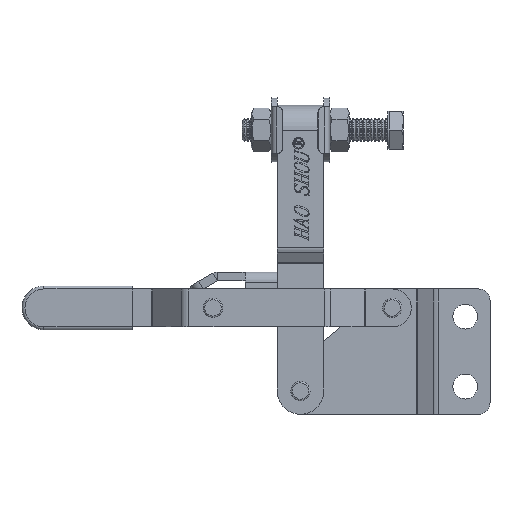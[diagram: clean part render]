
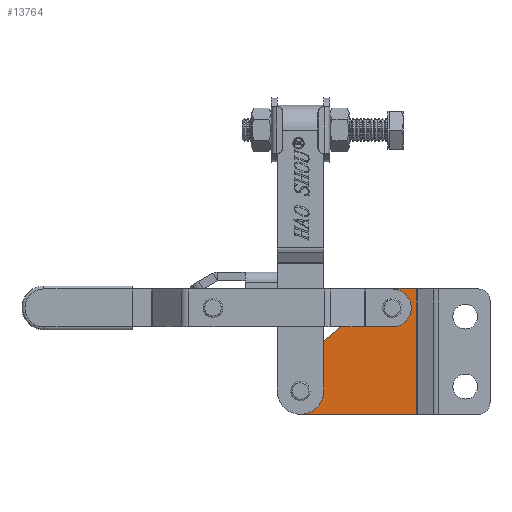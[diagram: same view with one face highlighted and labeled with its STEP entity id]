
A CAD part, front view. The second image highlights one B-rep face of the part: STEP entity #13764.
In plain terms, the highlighted planar face has unit normal (0, -1, 0).
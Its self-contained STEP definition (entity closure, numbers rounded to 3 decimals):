
#533 = ORIENTED_EDGE ( 'NONE', *, *, #13273, .T. ) ;
#534 = ORIENTED_EDGE ( 'NONE', *, *, #18488, .T. ) ;
#535 = ORIENTED_EDGE ( 'NONE', *, *, #13270, .T. ) ;
#536 = ORIENTED_EDGE ( 'NONE', *, *, #18490, .T. ) ;
#537 = ORIENTED_EDGE ( 'NONE', *, *, #13294, .T. ) ;
#538 = ORIENTED_EDGE ( 'NONE', *, *, #13287, .T. ) ;
#539 = ORIENTED_EDGE ( 'NONE', *, *, #13257, .F. ) ;
#540 = ORIENTED_EDGE ( 'NONE', *, *, #13258, .F. ) ;
#541 = ORIENTED_EDGE ( 'NONE', *, *, #13260, .F. ) ;
#542 = ORIENTED_EDGE ( 'NONE', *, *, #13288, .T. ) ;
#6681 = LINE ( 'NONE', #8214, #6692 ) ;
#6689 = LINE ( 'NONE', #8213, #6694 ) ;
#6691 = CIRCLE ( 'NONE', #10527, 6.5 ) ;
#6692 = VECTOR ( 'NONE', #8218, 1000. ) ;
#6694 = VECTOR ( 'NONE', #8219, 1000. ) ;
#6702 = CIRCLE ( 'NONE', #10531, 2.4 ) ;
#6715 = CIRCLE ( 'NONE', #10532, 2.4 ) ;
#6729 = LINE ( 'NONE', #8285, #6742 ) ;
#6737 = LINE ( 'NONE', #8289, #6740 ) ;
#6740 = VECTOR ( 'NONE', #8290, 1000. ) ;
#6742 = VECTOR ( 'NONE', #8291, 1000. ) ;
#6747 = CIRCLE ( 'NONE', #10542, 8. ) ;
#7461 = FACE_OUTER_BOUND ( 'NONE', #33831, .T. ) ;
#7464 = FACE_BOUND ( 'NONE', #34178, .T. ) ;
#7466 = FACE_BOUND ( 'NONE', #33805, .T. ) ;
#8213 = CARTESIAN_POINT ( 'NONE',  ( 0., 0., 43. ) ) ;
#8214 = CARTESIAN_POINT ( 'NONE',  ( 47.889, 0., 43. ) ) ;
#8218 = DIRECTION ( 'NONE',  ( 0., 0., -1. ) ) ;
#8219 = DIRECTION ( 'NONE',  ( 1., 0., 0. ) ) ;
#8225 = CARTESIAN_POINT ( 'NONE',  ( 39.631, 0., 36.5 ) ) ;
#8226 = DIRECTION ( 'NONE',  ( 0., 1., 0. ) ) ;
#8227 = DIRECTION ( 'NONE',  ( 0., 0., 1. ) ) ;
#8249 = CARTESIAN_POINT ( 'NONE',  ( 8., 0., 8. ) ) ;
#8250 = DIRECTION ( 'NONE',  ( 0., 1., 0. ) ) ;
#8251 = DIRECTION ( 'NONE',  ( 0., 0., 1. ) ) ;
#8254 = CARTESIAN_POINT ( 'NONE',  ( 39.5, 0., 36.5 ) ) ;
#8255 = DIRECTION ( 'NONE',  ( 0., 1., 0. ) ) ;
#8256 = DIRECTION ( 'NONE',  ( 0., 0., 1. ) ) ;
#8285 = CARTESIAN_POINT ( 'NONE',  ( 15.397, 0., 24.65 ) ) ;
#8289 = CARTESIAN_POINT ( 'NONE',  ( 0., 0., 0. ) ) ;
#8290 = DIRECTION ( 'NONE',  ( 1., 0., 0. ) ) ;
#8291 = DIRECTION ( 'NONE',  ( -0.766, 0., -0.643 ) ) ;
#8309 = CARTESIAN_POINT ( 'NONE',  ( 8., 0., 8. ) ) ;
#8310 = DIRECTION ( 'NONE',  ( 0., -1., 0. ) ) ;
#8311 = DIRECTION ( 'NONE',  ( 0., 0., 1. ) ) ;
#9535 = DIRECTION ( 'NONE',  ( 0., 1., 0. ) ) ;
#9541 = CARTESIAN_POINT ( 'NONE',  ( 0., 0., 43. ) ) ;
#9543 = PLANE ( 'NONE',  #10744 ) ;
#9545 = DIRECTION ( 'NONE',  ( 0., 0., 1. ) ) ;
#10527 = AXIS2_PLACEMENT_3D ( 'NONE', #8225, #8226, #8227 ) ;
#10531 = AXIS2_PLACEMENT_3D ( 'NONE', #8249, #8250, #8251 ) ;
#10532 = AXIS2_PLACEMENT_3D ( 'NONE', #8254, #8255, #8256 ) ;
#10542 = AXIS2_PLACEMENT_3D ( 'NONE', #8309, #8310, #8311 ) ;
#10744 = AXIS2_PLACEMENT_3D ( 'NONE', #9541, #9535, #9545 ) ;
#13257 = EDGE_CURVE ( 'NONE', #17010, #34380, #6681, .T. ) ;
#13258 = EDGE_CURVE ( 'NONE', #33263, #17010, #6689, .T. ) ;
#13260 = EDGE_CURVE ( 'NONE', #34273, #33263, #6691, .T. ) ;
#13270 = EDGE_CURVE ( 'NONE', #34492, #33695, #6702, .T. ) ;
#13273 = EDGE_CURVE ( 'NONE', #34381, #34338, #6715, .T. ) ;
#13287 = EDGE_CURVE ( 'NONE', #33687, #34380, #6737, .T. ) ;
#13288 = EDGE_CURVE ( 'NONE', #34273, #34306, #6729, .T. ) ;
#13294 = EDGE_CURVE ( 'NONE', #34306, #33687, #6747, .T. ) ;
#13764 = ADVANCED_FACE ( 'NONE', ( #7464, #7466, #7461 ), #9543, .F. ) ;
#16508 = CIRCLE ( 'NONE', #26776, 2.4 ) ;
#16511 = CIRCLE ( 'NONE', #26775, 2.4 ) ;
#17010 = VERTEX_POINT ( 'NONE', #21992 ) ;
#18488 = EDGE_CURVE ( 'NONE', #34338, #34381, #16511, .T. ) ;
#18490 = EDGE_CURVE ( 'NONE', #33695, #34492, #16508, .T. ) ;
#21992 = CARTESIAN_POINT ( 'NONE',  ( 47.889, 0., 43. ) ) ;
#22625 = CARTESIAN_POINT ( 'NONE',  ( 39.5, 0., 36.5 ) ) ;
#22626 = DIRECTION ( 'NONE',  ( 0., 1., 0. ) ) ;
#22627 = DIRECTION ( 'NONE',  ( 0., 0., 1. ) ) ;
#22629 = CARTESIAN_POINT ( 'NONE',  ( 8., 0., 8. ) ) ;
#22630 = DIRECTION ( 'NONE',  ( 0., 1., 0. ) ) ;
#22631 = DIRECTION ( 'NONE',  ( 0., 0., 1. ) ) ;
#26775 = AXIS2_PLACEMENT_3D ( 'NONE', #22625, #22626, #22627 ) ;
#26776 = AXIS2_PLACEMENT_3D ( 'NONE', #22629, #22630, #22631 ) ;
#31539 = CARTESIAN_POINT ( 'NONE',  ( 39.631, 0., 43. ) ) ;
#31584 = CARTESIAN_POINT ( 'NONE',  ( 8., 0., 0. ) ) ;
#31591 = CARTESIAN_POINT ( 'NONE',  ( 8., 0., 5.6 ) ) ;
#31728 = CARTESIAN_POINT ( 'NONE',  ( 35.453, 0., 41.479 ) ) ;
#31761 = CARTESIAN_POINT ( 'NONE',  ( 2.858, 0., 14.128 ) ) ;
#31793 = CARTESIAN_POINT ( 'NONE',  ( 39.5, 0., 34.1 ) ) ;
#31835 = CARTESIAN_POINT ( 'NONE',  ( 47.889, 0., 0. ) ) ;
#31836 = CARTESIAN_POINT ( 'NONE',  ( 39.5, 0., 38.9 ) ) ;
#31947 = CARTESIAN_POINT ( 'NONE',  ( 8., 0., 10.4 ) ) ;
#33263 = VERTEX_POINT ( 'NONE', #31539 ) ;
#33687 = VERTEX_POINT ( 'NONE', #31584 ) ;
#33695 = VERTEX_POINT ( 'NONE', #31591 ) ;
#33805 = EDGE_LOOP ( 'NONE', ( #535, #536 ) ) ;
#33831 = EDGE_LOOP ( 'NONE', ( #537, #538, #539, #540, #541, #542 ) ) ;
#34178 = EDGE_LOOP ( 'NONE', ( #533, #534 ) ) ;
#34273 = VERTEX_POINT ( 'NONE', #31728 ) ;
#34306 = VERTEX_POINT ( 'NONE', #31761 ) ;
#34338 = VERTEX_POINT ( 'NONE', #31793 ) ;
#34380 = VERTEX_POINT ( 'NONE', #31835 ) ;
#34381 = VERTEX_POINT ( 'NONE', #31836 ) ;
#34492 = VERTEX_POINT ( 'NONE', #31947 ) ;
